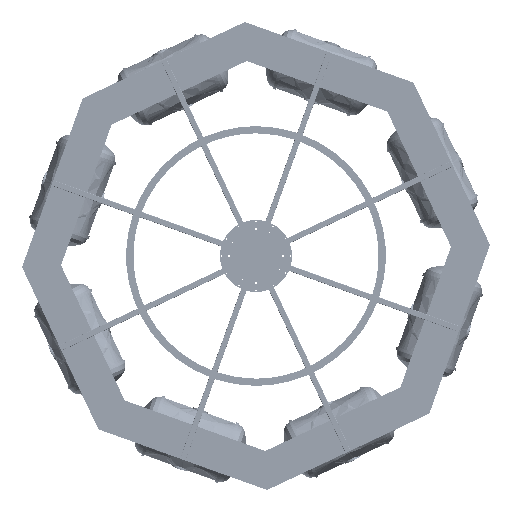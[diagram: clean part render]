
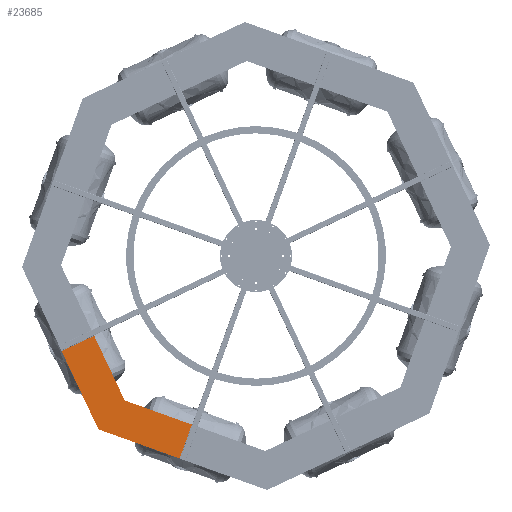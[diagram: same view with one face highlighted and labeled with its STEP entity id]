
A CAD part, front view. The second image highlights one B-rep face of the part: STEP entity #23685.
In plain terms, the highlighted free-form (B-spline) face has degree [1, 1] with [2, 2] control points.
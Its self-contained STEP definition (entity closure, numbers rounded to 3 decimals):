
#23685 = ADVANCED_FACE('',(#23686),#23730,.T.);
#23686 = FACE_BOUND('',#23687,.T.);
#23687 = EDGE_LOOP('',(#23688,#23697,#23704,#23711,#23718,#23725));
#23688 = ORIENTED_EDGE('',*,*,#23689,.T.);
#23689 = EDGE_CURVE('',#23690,#23692,#23694,.T.);
#23690 = VERTEX_POINT('',#23691);
#23691 = CARTESIAN_POINT('',(-21846.795,1485.932,
    -13814.382));
#23692 = VERTEX_POINT('',#23693);
#23693 = CARTESIAN_POINT('',(-11482.867,1485.932,
    -17543.623));
#23694 = B_SPLINE_CURVE_WITH_KNOTS('',1,(#23695,#23696),.UNSPECIFIED.,
  .F.,.F.,(2,2),(0.,11976.407),.PIECEWISE_BEZIER_KNOTS.);
#23695 = CARTESIAN_POINT('',(-21846.795,1485.932,
    -13814.382));
#23696 = CARTESIAN_POINT('',(-11482.867,1485.932,
    -17543.623));
#23697 = ORIENTED_EDGE('',*,*,#23698,.F.);
#23698 = EDGE_CURVE('',#23699,#23692,#23701,.T.);
#23699 = VERTEX_POINT('',#23700);
#23700 = CARTESIAN_POINT('',(-9925.956,1485.932,
    -13216.813));
#23701 = B_SPLINE_CURVE_WITH_KNOTS('',1,(#23702,#23703),.UNSPECIFIED.,
  .F.,.F.,(2,2),(-5000.,0.),.PIECEWISE_BEZIER_KNOTS.);
#23702 = CARTESIAN_POINT('',(-9925.956,1485.932,
    -13216.813));
#23703 = CARTESIAN_POINT('',(-11482.867,1485.932,
    -17543.623));
#23704 = ORIENTED_EDGE('',*,*,#23705,.F.);
#23705 = EDGE_CURVE('',#23706,#23699,#23708,.T.);
#23706 = VERTEX_POINT('',#23707);
#23707 = CARTESIAN_POINT('',(-18497.66,1485.932,
    -10132.466));
#23708 = B_SPLINE_CURVE_WITH_KNOTS('',1,(#23709,#23710),.UNSPECIFIED.,
  .F.,.F.,(2,2),(0.,9905.339),.PIECEWISE_BEZIER_KNOTS.);
#23709 = CARTESIAN_POINT('',(-18497.66,1485.932,
    -10132.466));
#23710 = CARTESIAN_POINT('',(-9925.956,1485.932,
    -13216.813));
#23711 = ORIENTED_EDGE('',*,*,#23712,.F.);
#23712 = EDGE_CURVE('',#23713,#23706,#23715,.T.);
#23713 = VERTEX_POINT('',#23714);
#23714 = CARTESIAN_POINT('',(-22377.807,1485.932,
    -1890.394));
#23715 = B_SPLINE_CURVE_WITH_KNOTS('',1,(#23716,#23717),.UNSPECIFIED.,
  .F.,.F.,(2,2),(10805.339,20710.678),
  .PIECEWISE_BEZIER_KNOTS.);
#23716 = CARTESIAN_POINT('',(-22377.807,1485.932,
    -1890.394));
#23717 = CARTESIAN_POINT('',(-18497.66,1485.932,
    -10132.466));
#23718 = ORIENTED_EDGE('',*,*,#23719,.F.);
#23719 = EDGE_CURVE('',#23720,#23713,#23722,.T.);
#23720 = VERTEX_POINT('',#23721);
#23721 = CARTESIAN_POINT('',(-26538.227,1485.932,
    -3849.008));
#23722 = B_SPLINE_CURVE_WITH_KNOTS('',1,(#23723,#23724),.UNSPECIFIED.,
  .F.,.F.,(2,2),(0.,5000.),.PIECEWISE_BEZIER_KNOTS.);
#23723 = CARTESIAN_POINT('',(-26538.227,1485.932,
    -3849.008));
#23724 = CARTESIAN_POINT('',(-22377.807,1485.932,
    -1890.394));
#23725 = ORIENTED_EDGE('',*,*,#23726,.T.);
#23726 = EDGE_CURVE('',#23720,#23690,#23727,.T.);
#23727 = B_SPLINE_CURVE_WITH_KNOTS('',1,(#23728,#23729),.UNSPECIFIED.,
  .F.,.F.,(2,2),(12876.407,24852.814),
  .PIECEWISE_BEZIER_KNOTS.);
#23728 = CARTESIAN_POINT('',(-26538.227,1485.932,
    -3849.008));
#23729 = CARTESIAN_POINT('',(-21846.795,1485.932,
    -13814.382));
#23730 = B_SPLINE_SURFACE_WITH_KNOTS('',1,1,(
    (#23731,#23732)
    ,(#23733,#23734
    )),.UNSPECIFIED.,.F.,.F.,.F.,(2,2),(2,2),(-11064.757,
    11064.757),(23269.196,32471.766),
  .PIECEWISE_BEZIER_KNOTS.);
#23731 = CARTESIAN_POINT('',(-8624.202,1485.932,
    -14400.911));
#23732 = CARTESIAN_POINT('',(-14319.115,1485.932,
    -20661.69));
#23733 = CARTESIAN_POINT('',(-23679.561,1485.932,
    -706.296));
#23734 = CARTESIAN_POINT('',(-29374.474,1485.932,
    -6967.075));
